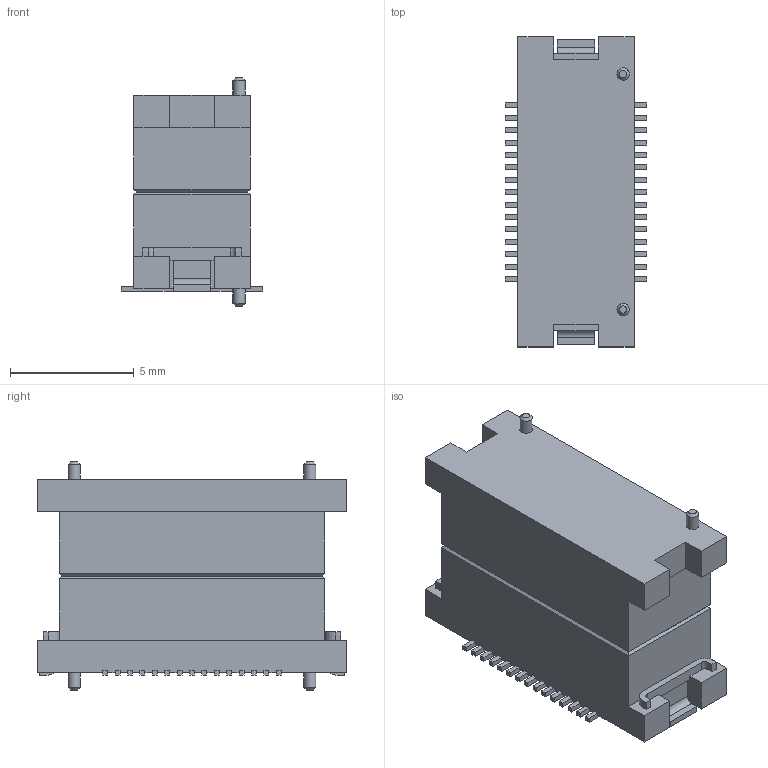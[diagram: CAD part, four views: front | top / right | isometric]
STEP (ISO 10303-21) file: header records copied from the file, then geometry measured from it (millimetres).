
FILE_DESCRIPTION(('FreeCAD Model'),'2;1');
FILE_NAME('Both__DF17(4_0)-30(DS+DP)-0_5V_simple.step','2016-08-30T12:04:40',('Author'),(''), 'Open CASCADE STEP processor 6.8','FreeCAD','Unknown');
FILE_SCHEMA(('AUTOMOTIVE_DESIGN_CC2 { 1 2 10303 214 -1 1 5 4 }'));
Length unit declared in the file: millimetre
Products named in the file (2): ASSEMBLY; Both__DF17(4_0)-30(DS+DP)-0_5V_simple
Assembly tree (1 placements, depth 2):
  ASSEMBLY
    Both__DF17(4_0)-30(DS+DP)-0_5V_simple
Bounding box: 5.7 x 12.5 x 9.2 mm (x, y, z)
Volume: 410 mm3; surface area: 422.9 mm2
Topology: 1 solids, 1 shells, 286 faces, 808 edges, 528 vertices
Faces by surface type: plane 266, cylinder 16, cone 4
Full cylindrical faces by diameter (mm): 0.5 x4
Entity records: 21298 total; most frequent: CARTESIAN_POINT 3712, DIRECTION 2664, LINE 2004, VECTOR 2004, ORIENTED_EDGE 1616, PCURVE 1616, DEFINITIONAL_REPRESENTATION 1616, EDGE_CURVE 808
